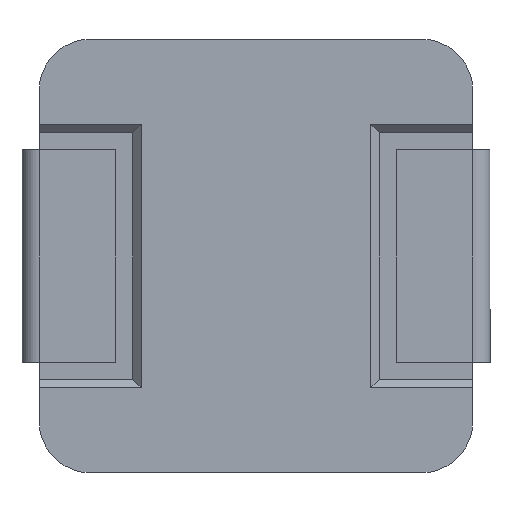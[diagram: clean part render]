
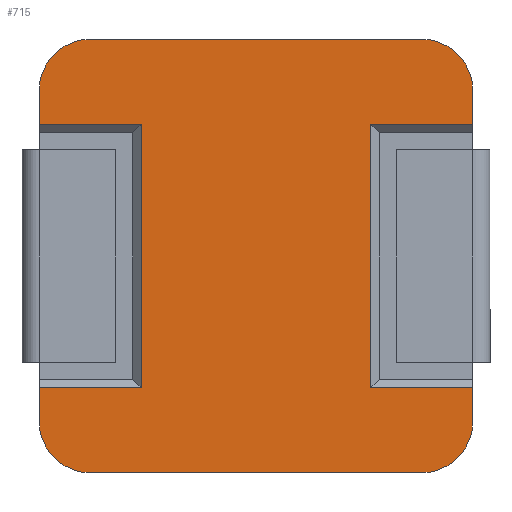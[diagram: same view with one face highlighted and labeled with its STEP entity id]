
A CAD part, front view. The second image highlights one B-rep face of the part: STEP entity #715.
In plain terms, the highlighted planar face has unit normal (0, -1, 0).
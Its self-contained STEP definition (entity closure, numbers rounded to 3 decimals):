
#2 = FACE_OUTER_BOUND ( 'NONE', #962, .T. ) ;
#4 = DIRECTION ( 'NONE',  ( 1., 0., 0. ) ) ;
#21 = ORIENTED_EDGE ( 'NONE', *, *, #157, .T. ) ;
#49 = ORIENTED_EDGE ( 'NONE', *, *, #473, .T. ) ;
#50 = DIRECTION ( 'NONE',  ( 0., 1., 0. ) ) ;
#52 = VERTEX_POINT ( 'NONE', #206 ) ;
#57 = ORIENTED_EDGE ( 'NONE', *, *, #610, .T. ) ;
#63 = VECTOR ( 'NONE', #841, 1000. ) ;
#90 = DIRECTION ( 'NONE',  ( -1., 0., 0. ) ) ;
#99 = CARTESIAN_POINT ( 'NONE',  ( -2.55, 0.2, 1.939 ) ) ;
#100 = VERTEX_POINT ( 'NONE', #942 ) ;
#117 = DIRECTION ( 'NONE',  ( 0., 0., 1. ) ) ;
#118 = VERTEX_POINT ( 'NONE', #1047 ) ;
#122 = CARTESIAN_POINT ( 'NONE',  ( 2.55, 0.2, -1.55 ) ) ;
#124 = EDGE_CURVE ( 'NONE', #1033, #118, #902, .T. ) ;
#148 = CARTESIAN_POINT ( 'NONE',  ( 1.939, 0.2, -1.939 ) ) ;
#157 = EDGE_CURVE ( 'NONE', #484, #336, #254, .T. ) ;
#164 = CARTESIAN_POINT ( 'NONE',  ( 1.35, 0.2, 1.55 ) ) ;
#166 = ORIENTED_EDGE ( 'NONE', *, *, #309, .T. ) ;
#169 = AXIS2_PLACEMENT_3D ( 'NONE', #744, #851, #117 ) ;
#184 = DIRECTION ( 'NONE',  ( 0., -1., 0. ) ) ;
#206 = CARTESIAN_POINT ( 'NONE',  ( -2.55, 0.2, 1.939 ) ) ;
#219 = ORIENTED_EDGE ( 'NONE', *, *, #498, .T. ) ;
#240 = VERTEX_POINT ( 'NONE', #882 ) ;
#254 = LINE ( 'NONE', #605, #1019 ) ;
#278 = DIRECTION ( 'NONE',  ( 0., 0., 1. ) ) ;
#284 = VECTOR ( 'NONE', #1043, 1000. ) ;
#300 = VERTEX_POINT ( 'NONE', #340 ) ;
#306 = DIRECTION ( 'NONE',  ( 0., 0., -1. ) ) ;
#309 = EDGE_CURVE ( 'NONE', #790, #1124, #783, .T. ) ;
#310 = EDGE_CURVE ( 'NONE', #788, #484, #352, .T. ) ;
#335 = DIRECTION ( 'NONE',  ( 0., 0., 1. ) ) ;
#336 = VERTEX_POINT ( 'NONE', #164 ) ;
#340 = CARTESIAN_POINT ( 'NONE',  ( -2.55, 0.2, -1.55 ) ) ;
#349 = CARTESIAN_POINT ( 'NONE',  ( 0., 0.2, -1.55 ) ) ;
#352 = LINE ( 'NONE', #349, #1161 ) ;
#366 = EDGE_CURVE ( 'NONE', #769, #100, #540, .T. ) ;
#369 = ORIENTED_EDGE ( 'NONE', *, *, #984, .T. ) ;
#380 = CARTESIAN_POINT ( 'NONE',  ( 2.55, 0.2, -1.939 ) ) ;
#389 = AXIS2_PLACEMENT_3D ( 'NONE', #456, #184, #726 ) ;
#426 = EDGE_CURVE ( 'NONE', #434, #618, #645, .T. ) ;
#431 = AXIS2_PLACEMENT_3D ( 'NONE', #1126, #50, #861 ) ;
#434 = VERTEX_POINT ( 'NONE', #823 ) ;
#444 = VERTEX_POINT ( 'NONE', #1097 ) ;
#456 = CARTESIAN_POINT ( 'NONE',  ( 1.939, 0.2, 1.939 ) ) ;
#458 = CARTESIAN_POINT ( 'NONE',  ( 0., 0.2, 1.55 ) ) ;
#473 = EDGE_CURVE ( 'NONE', #118, #434, #736, .T. ) ;
#484 = VERTEX_POINT ( 'NONE', #818 ) ;
#494 = PLANE ( 'NONE',  #431 ) ;
#498 = EDGE_CURVE ( 'NONE', #100, #881, #815, .T. ) ;
#505 = VECTOR ( 'NONE', #4, 1000. ) ;
#506 = CIRCLE ( 'NONE', #169, 0.611 ) ;
#540 = LINE ( 'NONE', #698, #723 ) ;
#554 = CARTESIAN_POINT ( 'NONE',  ( -1.939, 0.2, 2.55 ) ) ;
#556 = LINE ( 'NONE', #1023, #63 ) ;
#573 = ORIENTED_EDGE ( 'NONE', *, *, #900, .T. ) ;
#586 = CARTESIAN_POINT ( 'NONE',  ( 1.939, 0.2, -2.55 ) ) ;
#598 = EDGE_CURVE ( 'NONE', #1124, #788, #556, .T. ) ;
#605 = CARTESIAN_POINT ( 'NONE',  ( 1.35, 0.2, 0. ) ) ;
#610 = EDGE_CURVE ( 'NONE', #618, #52, #506, .T. ) ;
#618 = VERTEX_POINT ( 'NONE', #1034 ) ;
#641 = DIRECTION ( 'NONE',  ( 0., -1., 0. ) ) ;
#645 = LINE ( 'NONE', #554, #985 ) ;
#648 = DIRECTION ( 'NONE',  ( 1., 0., 0. ) ) ;
#650 = AXIS2_PLACEMENT_3D ( 'NONE', #148, #887, #335 ) ;
#661 = DIRECTION ( 'NONE',  ( 0., 0., -1. ) ) ;
#662 = VECTOR ( 'NONE', #661, 1000. ) ;
#665 = LINE ( 'NONE', #762, #733 ) ;
#686 = DIRECTION ( 'NONE',  ( 0., 0., 1. ) ) ;
#698 = CARTESIAN_POINT ( 'NONE',  ( 0., 0.2, 1.55 ) ) ;
#705 = EDGE_CURVE ( 'NONE', #52, #769, #665, .T. ) ;
#715 = ADVANCED_FACE ( 'NONE', ( #2 ), #494, .F. ) ;
#718 = CARTESIAN_POINT ( 'NONE',  ( 2.55, 0.2, 1.55 ) ) ;
#723 = VECTOR ( 'NONE', #1087, 1000. ) ;
#726 = DIRECTION ( 'NONE',  ( 0., 0., 1. ) ) ;
#733 = VECTOR ( 'NONE', #306, 1000. ) ;
#736 = CIRCLE ( 'NONE', #389, 0.611 ) ;
#744 = CARTESIAN_POINT ( 'NONE',  ( -1.939, 0.2, 1.939 ) ) ;
#748 = LINE ( 'NONE', #458, #875 ) ;
#754 = ORIENTED_EDGE ( 'NONE', *, *, #124, .T. ) ;
#762 = CARTESIAN_POINT ( 'NONE',  ( -2.55, 0.2, 1.939 ) ) ;
#769 = VERTEX_POINT ( 'NONE', #859 ) ;
#783 = CIRCLE ( 'NONE', #650, 0.611 ) ;
#788 = VERTEX_POINT ( 'NONE', #122 ) ;
#790 = VERTEX_POINT ( 'NONE', #586 ) ;
#793 = LINE ( 'NONE', #1085, #842 ) ;
#808 = EDGE_CURVE ( 'NONE', #881, #300, #793, .T. ) ;
#810 = CARTESIAN_POINT ( 'NONE',  ( -1.35, 0.2, -1.55 ) ) ;
#815 = LINE ( 'NONE', #1006, #1120 ) ;
#818 = CARTESIAN_POINT ( 'NONE',  ( 1.35, 0.2, -1.55 ) ) ;
#823 = CARTESIAN_POINT ( 'NONE',  ( 1.939, 0.2, 2.55 ) ) ;
#827 = CARTESIAN_POINT ( 'NONE',  ( -1.939, 0.2, -2.55 ) ) ;
#841 = DIRECTION ( 'NONE',  ( 0., 0., 1. ) ) ;
#842 = VECTOR ( 'NONE', #901, 1000. ) ;
#850 = ORIENTED_EDGE ( 'NONE', *, *, #808, .T. ) ;
#851 = DIRECTION ( 'NONE',  ( 0., -1., 0. ) ) ;
#859 = CARTESIAN_POINT ( 'NONE',  ( -2.55, 0.2, 1.55 ) ) ;
#861 = DIRECTION ( 'NONE',  ( 0., 0., 1. ) ) ;
#862 = ORIENTED_EDGE ( 'NONE', *, *, #426, .T. ) ;
#875 = VECTOR ( 'NONE', #648, 1000. ) ;
#881 = VERTEX_POINT ( 'NONE', #810 ) ;
#882 = CARTESIAN_POINT ( 'NONE',  ( -2.55, 0.2, -1.939 ) ) ;
#887 = DIRECTION ( 'NONE',  ( 0., -1., 0. ) ) ;
#891 = ORIENTED_EDGE ( 'NONE', *, *, #310, .T. ) ;
#896 = ORIENTED_EDGE ( 'NONE', *, *, #1017, .T. ) ;
#899 = LINE ( 'NONE', #827, #505 ) ;
#900 = EDGE_CURVE ( 'NONE', #336, #1033, #748, .T. ) ;
#901 = DIRECTION ( 'NONE',  ( -1., 0., 0. ) ) ;
#902 = LINE ( 'NONE', #957, #284 ) ;
#921 = ORIENTED_EDGE ( 'NONE', *, *, #598, .T. ) ;
#942 = CARTESIAN_POINT ( 'NONE',  ( -1.35, 0.2, 1.55 ) ) ;
#957 = CARTESIAN_POINT ( 'NONE',  ( 2.55, 0.2, 1.939 ) ) ;
#962 = EDGE_LOOP ( 'NONE', ( #1024, #1022, #219, #850, #1104, #369, #896, #166, #921, #891, #21, #573, #754, #49, #862, #57 ) ) ;
#984 = EDGE_CURVE ( 'NONE', #240, #444, #1000, .T. ) ;
#985 = VECTOR ( 'NONE', #90, 1000. ) ;
#1000 = CIRCLE ( 'NONE', #1028, 0.611 ) ;
#1006 = CARTESIAN_POINT ( 'NONE',  ( -1.35, 0.2, 0. ) ) ;
#1009 = CARTESIAN_POINT ( 'NONE',  ( -1.939, 0.2, -1.939 ) ) ;
#1017 = EDGE_CURVE ( 'NONE', #444, #790, #899, .T. ) ;
#1019 = VECTOR ( 'NONE', #686, 1000. ) ;
#1022 = ORIENTED_EDGE ( 'NONE', *, *, #366, .T. ) ;
#1023 = CARTESIAN_POINT ( 'NONE',  ( 2.55, 0.2, 1.939 ) ) ;
#1024 = ORIENTED_EDGE ( 'NONE', *, *, #705, .T. ) ;
#1028 = AXIS2_PLACEMENT_3D ( 'NONE', #1009, #641, #278 ) ;
#1033 = VERTEX_POINT ( 'NONE', #718 ) ;
#1034 = CARTESIAN_POINT ( 'NONE',  ( -1.939, 0.2, 2.55 ) ) ;
#1043 = DIRECTION ( 'NONE',  ( 0., 0., 1. ) ) ;
#1047 = CARTESIAN_POINT ( 'NONE',  ( 2.55, 0.2, 1.939 ) ) ;
#1075 = DIRECTION ( 'NONE',  ( -1., 0., 0. ) ) ;
#1085 = CARTESIAN_POINT ( 'NONE',  ( 0., 0.2, -1.55 ) ) ;
#1087 = DIRECTION ( 'NONE',  ( 1., 0., 0. ) ) ;
#1095 = DIRECTION ( 'NONE',  ( 0., 0., -1. ) ) ;
#1097 = CARTESIAN_POINT ( 'NONE',  ( -1.939, 0.2, -2.55 ) ) ;
#1104 = ORIENTED_EDGE ( 'NONE', *, *, #1136, .T. ) ;
#1120 = VECTOR ( 'NONE', #1095, 1000. ) ;
#1124 = VERTEX_POINT ( 'NONE', #380 ) ;
#1126 = CARTESIAN_POINT ( 'NONE',  ( 0., 0.2, 0. ) ) ;
#1136 = EDGE_CURVE ( 'NONE', #300, #240, #1142, .T. ) ;
#1142 = LINE ( 'NONE', #99, #662 ) ;
#1161 = VECTOR ( 'NONE', #1075, 1000. ) ;
